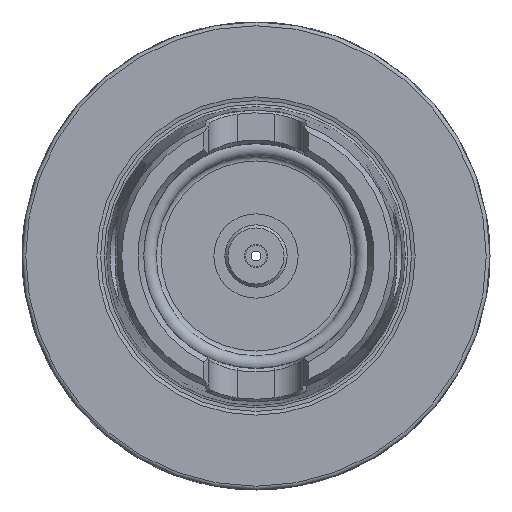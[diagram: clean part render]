
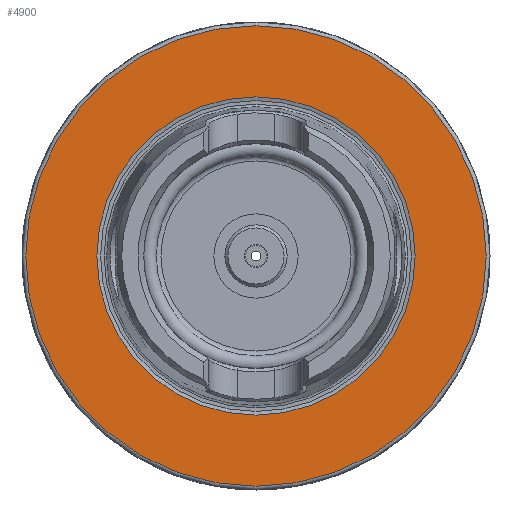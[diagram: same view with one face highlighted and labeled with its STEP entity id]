
A CAD part, left-side view. The second image highlights one B-rep face of the part: STEP entity #4900.
In plain terms, the highlighted planar face has unit normal (-1, 0, 0).
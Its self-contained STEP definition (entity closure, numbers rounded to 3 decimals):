
#4866=CARTESIAN_POINT('',(0.0,34.,0.0));
#4867=VERTEX_POINT('',#4866);
#4868=CARTESIAN_POINT('',(0.0,0.0,0.0));
#4869=DIRECTION('',(1.0,0.0,0.0));
#4870=DIRECTION('',(0.0,1.0,0.0));
#4871=AXIS2_PLACEMENT_3D('',#4868,#4869,#4870);
#4872=CIRCLE('',#4871,34.);
#4873=EDGE_CURVE('',#4867,#4867,#4872,.T.);
#4881=CARTESIAN_POINT('',(0.,41.6,0.0));
#4882=DIRECTION('',(-1.0,0.0,0.0));
#4883=DIRECTION('',(0.0,0.0,1.0));
#4884=AXIS2_PLACEMENT_3D('',#4881,#4882,#4883);
#4885=PLANE('',#4884);
#4886=CARTESIAN_POINT('',(0.,49.2,0.0));
#4887=VERTEX_POINT('',#4886);
#4888=CARTESIAN_POINT('',(0.,0.0,0.0));
#4889=DIRECTION('',(1.0,0.0,0.0));
#4890=DIRECTION('',(0.0,1.0,0.0));
#4891=AXIS2_PLACEMENT_3D('',#4888,#4889,#4890);
#4892=CIRCLE('',#4891,49.2);
#4893=EDGE_CURVE('',#4887,#4887,#4892,.T.);
#4894=ORIENTED_EDGE('',*,*,#4893,.F.);
#4895=EDGE_LOOP('',(#4894));
#4896=FACE_OUTER_BOUND('',#4895,.T.);
#4897=ORIENTED_EDGE('',*,*,#4873,.T.);
#4898=EDGE_LOOP('',(#4897));
#4899=FACE_BOUND('',#4898,.T.);
#4900=ADVANCED_FACE('',(#4896,#4899),#4885,.T.);
